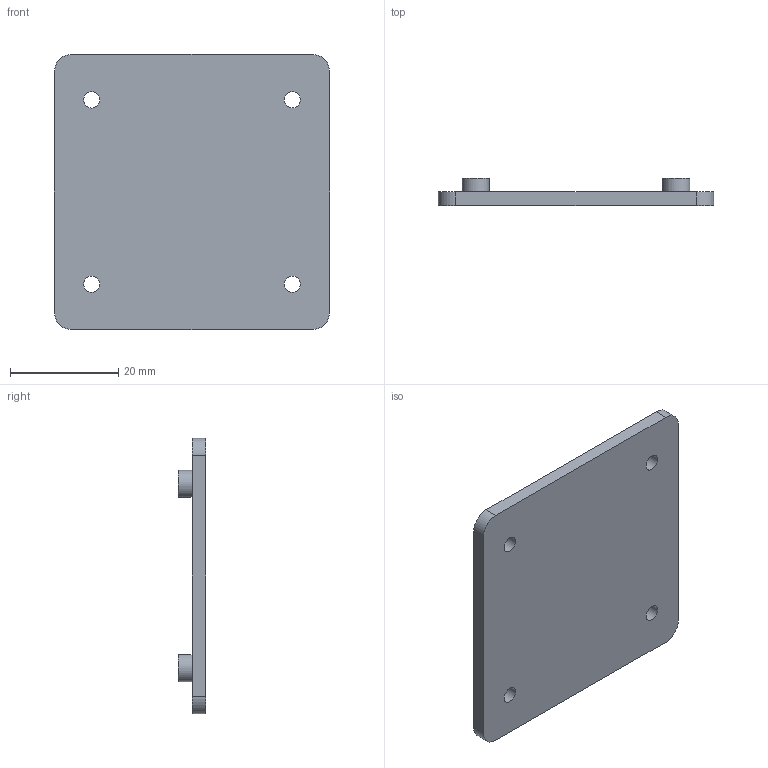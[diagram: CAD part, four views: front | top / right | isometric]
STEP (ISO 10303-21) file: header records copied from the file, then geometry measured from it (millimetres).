
FILE_DESCRIPTION(/* description */ (''),/* implementation_level */ '2;1');
FILE_NAME(/* name */ 'PumpJigV1.stp',/* time_stamp */ '2025-05-07T22:39:28-05:00',/* author */ ('dpseu'),/* organization */ (''),/* preprocessor_version */ 'ST-DEVELOPER v20',/* originating_system */ 'Autodesk Inventor 2025',/* authorisation */ '');
FILE_SCHEMA (('AUTOMOTIVE_DESIGN { 1 0 10303 214 3 1 1 }'));
Length unit declared in the file: inch
Products named in the file (1): Pump Jig V1
Bounding box: 50.8 x 5.08 x 50.8 mm (x, y, z)
Volume: 6486.6 mm3; surface area: 5995.9 mm2
Topology: 1 solids, 1 shells, 30 faces, 69 edges, 46 vertices
Faces by surface type: plane 18, cylinder 12
Full cylindrical faces by diameter (mm): 2.997 x2, 3 x2, 5 x2, 5.004 x2
Entity records: 918 total; most frequent: DIRECTION 155, CARTESIAN_POINT 146, ORIENTED_EDGE 138, EDGE_CURVE 69, AXIS2_PLACEMENT_3D 55, VERTEX_POINT 46, LINE 45, VECTOR 45
